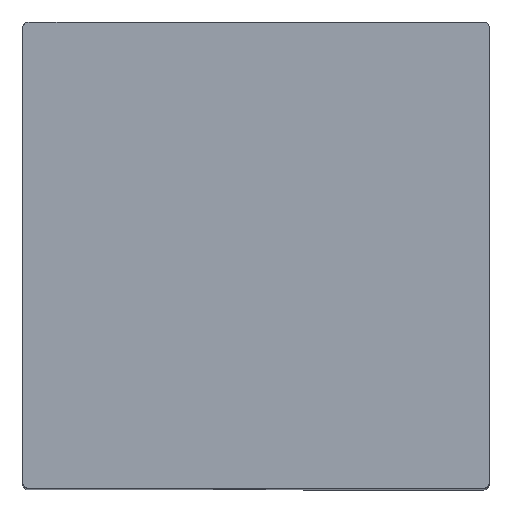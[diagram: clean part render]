
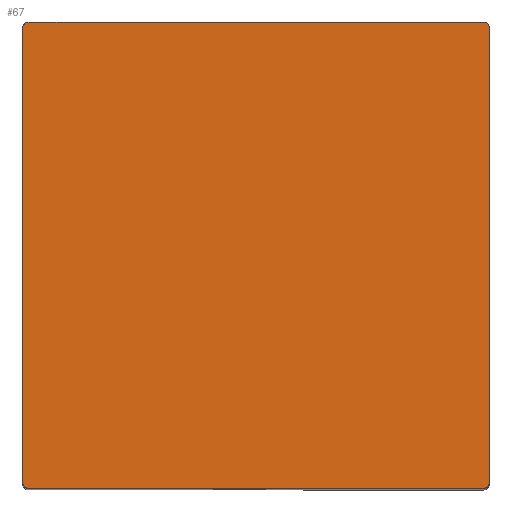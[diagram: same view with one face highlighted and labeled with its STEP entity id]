
A CAD part, top view. The second image highlights one B-rep face of the part: STEP entity #67.
In plain terms, the highlighted free-form (B-spline) face has degree [1, 1] with [2, 2] control points.
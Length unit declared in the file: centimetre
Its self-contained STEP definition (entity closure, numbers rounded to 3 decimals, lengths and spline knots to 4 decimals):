
#67=ADVANCED_FACE('',(#130),#891,.T.);
#130=FACE_OUTER_BOUND('',#193,.T.);
#193=EDGE_LOOP('',(#495,#496));
#495=ORIENTED_EDGE('',*,*,#715,.T.);
#496=ORIENTED_EDGE('',*,*,#731,.T.);
#715=EDGE_CURVE('',#838,#847,#1082,.T.);
#731=EDGE_CURVE('',#847,#838,#1089,.T.);
#838=VERTEX_POINT('',#2523);
#847=VERTEX_POINT('',#2532);
#891=B_SPLINE_SURFACE_WITH_KNOTS('',1,1,((#2276,#2277),(#2278,#2279)),.UNSPECIFIED.,
.F.,.F.,.F.,(2,2),(2,2),(-29.64,0.36),(-30.,0.),
.UNSPECIFIED.);
#1082=(
BOUNDED_CURVE()
B_SPLINE_CURVE(2,(#1760,#1761,#1762,#1763,#1764,#1765,#1766,#1767,#1768,
#1769,#1770),.UNSPECIFIED.,.F.,.F.)
B_SPLINE_CURVE_WITH_KNOTS((3,2,2,2,2,3),(304.1097,450.5012,
596.8927,602.5475,895.3475,901.0024),.UNSPECIFIED.)
CURVE()
GEOMETRIC_REPRESENTATION_ITEM()
RATIONAL_B_SPLINE_CURVE((1.,1.,1.,1.,1.,0.707,1.,1.,1.,0.707,
1.))
REPRESENTATION_ITEM('')
);
#1089=(
BOUNDED_CURVE()
B_SPLINE_CURVE(2,(#1846,#1847,#1848,#1849,#1850,#1851,#1852,#1853,#1854,
#1855,#1856),.UNSPECIFIED.,.F.,.F.)
B_SPLINE_CURVE_WITH_KNOTS((3,2,2,2,2,3),(901.0024,1047.3939,
1193.7853,1199.4402,1492.2402,1497.8951),.UNSPECIFIED.)
CURVE()
GEOMETRIC_REPRESENTATION_ITEM()
RATIONAL_B_SPLINE_CURVE((1.,1.,1.,1.,1.,0.707,1.,1.,1.,0.707,
1.))
REPRESENTATION_ITEM('')
);
#1760=CARTESIAN_POINT('',(14.64,14.99,60.1186));
#1761=CARTESIAN_POINT('',(7.32,14.99,60.1186));
#1762=CARTESIAN_POINT('',(0.,14.99,60.1186));
#1763=CARTESIAN_POINT('',(-7.32,14.99,60.1186));
#1764=CARTESIAN_POINT('',(-14.64,14.99,60.1186));
#1765=CARTESIAN_POINT('',(-15.,14.99,60.1186));
#1766=CARTESIAN_POINT('',(-15.,14.63,60.1186));
#1767=CARTESIAN_POINT('',(-15.,-0.01,60.1186));
#1768=CARTESIAN_POINT('',(-15.,-14.65,60.1186));
#1769=CARTESIAN_POINT('',(-15.,-15.01,60.1186));
#1770=CARTESIAN_POINT('',(-14.64,-15.01,60.1186));
#1846=CARTESIAN_POINT('',(-14.64,-15.01,60.1186));
#1847=CARTESIAN_POINT('',(-7.3196,-15.01,60.1186));
#1848=CARTESIAN_POINT('',(0.0009,-15.01,60.1186));
#1849=CARTESIAN_POINT('',(7.3204,-15.01,60.1186));
#1850=CARTESIAN_POINT('',(14.64,-15.01,60.1186));
#1851=CARTESIAN_POINT('',(15.,-15.01,60.1186));
#1852=CARTESIAN_POINT('',(15.,-14.65,60.1186));
#1853=CARTESIAN_POINT('',(15.,-0.01,60.1186));
#1854=CARTESIAN_POINT('',(15.,14.63,60.1186));
#1855=CARTESIAN_POINT('',(15.,14.99,60.1186));
#1856=CARTESIAN_POINT('',(14.64,14.99,60.1186));
#2276=CARTESIAN_POINT('',(-15.,-15.01,60.1186));
#2277=CARTESIAN_POINT('',(-15.,14.99,60.1186));
#2278=CARTESIAN_POINT('',(15.,-15.01,60.1186));
#2279=CARTESIAN_POINT('',(15.,14.99,60.1186));
#2523=CARTESIAN_POINT('',(14.64,14.99,60.1186));
#2532=CARTESIAN_POINT('',(-14.64,-15.01,60.1186));
